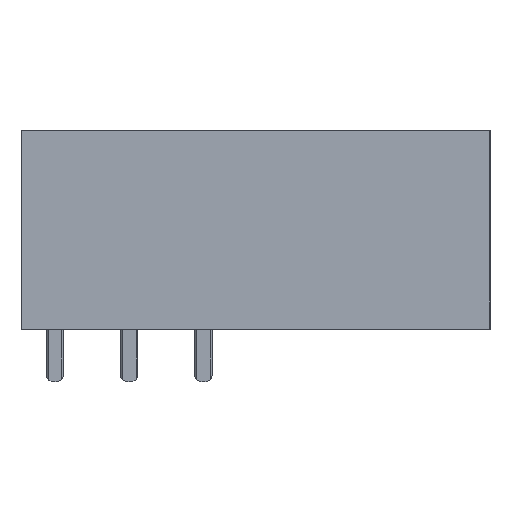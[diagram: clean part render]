
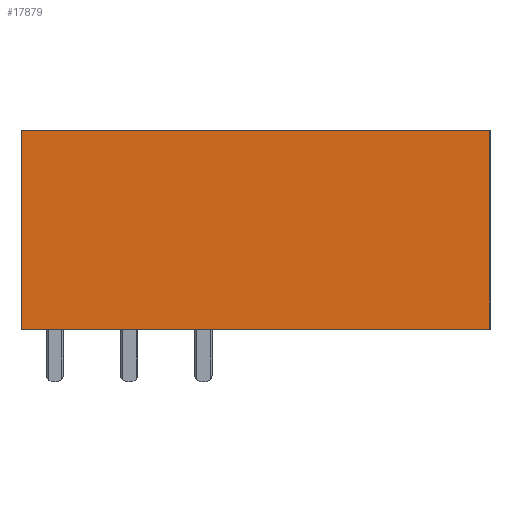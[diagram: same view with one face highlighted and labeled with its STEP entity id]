
A CAD part, left-side view. The second image highlights one B-rep face of the part: STEP entity #17879.
In plain terms, the highlighted planar face has unit normal (-1, 0, 0).
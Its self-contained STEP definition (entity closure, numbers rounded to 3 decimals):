
#17871=AXIS2_PLACEMENT_3D('Plane Axis2P3D',#17868,#17869,#17870) ;
#872=CARTESIAN_POINT('Vertex',(0.,0.,17.2)) ;
#875=CARTESIAN_POINT('Line Origine',(0.,0.,10.4)) ;
#879=CARTESIAN_POINT('Vertex',(0.,0.,3.6)) ;
#9550=CARTESIAN_POINT('Vertex',(0.,32.,3.6)) ;
#9553=CARTESIAN_POINT('Line Origine',(0.,32.,10.4)) ;
#9557=CARTESIAN_POINT('Vertex',(0.,32.,17.2)) ;
#15892=CARTESIAN_POINT('Line Origine',(0.,16.,3.6)) ;
#17574=CARTESIAN_POINT('Line Origine',(0.,16.,17.2)) ;
#17868=CARTESIAN_POINT('Axis2P3D Location',(0.,0.,0.)) ;
#876=DIRECTION('Vector Direction',(0.,0.,-1.)) ;
#9554=DIRECTION('Vector Direction',(0.,0.,1.)) ;
#15893=DIRECTION('Vector Direction',(0.,1.,0.)) ;
#17575=DIRECTION('Vector Direction',(0.,-1.,0.)) ;
#17869=DIRECTION('Axis2P3D Direction',(-1.,0.,0.)) ;
#17870=DIRECTION('Axis2P3D XDirection',(0.,0.,1.)) ;
#877=VECTOR('Line Direction',#876,1.) ;
#9555=VECTOR('Line Direction',#9554,1.) ;
#15894=VECTOR('Line Direction',#15893,1.) ;
#17576=VECTOR('Line Direction',#17575,1.) ;
#17874=ORIENTED_EDGE('',*,*,#881,.T.) ;
#17875=ORIENTED_EDGE('',*,*,#17578,.T.) ;
#17876=ORIENTED_EDGE('',*,*,#9559,.T.) ;
#17877=ORIENTED_EDGE('',*,*,#15896,.T.) ;
#17879=ADVANCED_FACE('Housing',(#17878),#17872,.T.) ;
#881=EDGE_CURVE('',#880,#873,#878,.F.) ;
#9559=EDGE_CURVE('',#9558,#9551,#9556,.F.) ;
#15896=EDGE_CURVE('',#9551,#880,#15895,.F.) ;
#17578=EDGE_CURVE('',#873,#9558,#17577,.F.) ;
#17873=EDGE_LOOP('',(#17874,#17875,#17876,#17877)) ;
#17878=FACE_OUTER_BOUND('',#17873,.T.) ;
#878=LINE('Line',#875,#877) ;
#9556=LINE('Line',#9553,#9555) ;
#15895=LINE('Line',#15892,#15894) ;
#17577=LINE('Line',#17574,#17576) ;
#17872=PLANE('',#17871) ;
#873=VERTEX_POINT('',#872) ;
#880=VERTEX_POINT('',#879) ;
#9551=VERTEX_POINT('',#9550) ;
#9558=VERTEX_POINT('',#9557) ;
